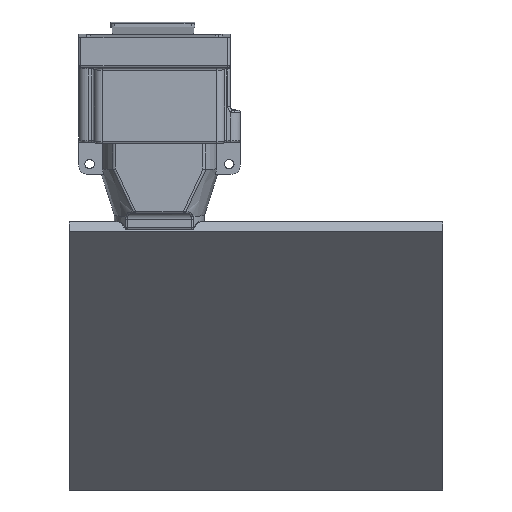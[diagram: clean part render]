
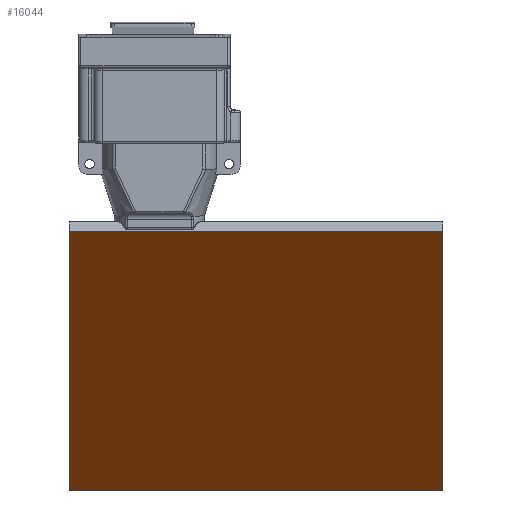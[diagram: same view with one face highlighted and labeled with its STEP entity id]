
A CAD part, left-side view. The second image highlights one B-rep face of the part: STEP entity #16044.
In plain terms, the highlighted face is planar.
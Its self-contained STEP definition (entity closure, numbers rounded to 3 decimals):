
#507 = LINE ( 'NONE', #7579, #2615 ) ;
#539 = VERTEX_POINT ( 'NONE', #15169 ) ;
#676 = VECTOR ( 'NONE', #15041, 1000. ) ;
#721 = CARTESIAN_POINT ( 'NONE',  ( -89.065, 14.032, 46.55 ) ) ;
#1651 = EDGE_LOOP ( 'NONE', ( #13931, #13960, #7326, #16706 ) ) ;
#2615 = VECTOR ( 'NONE', #6112, 1000. ) ;
#2736 = CARTESIAN_POINT ( 'NONE',  ( -41.665, 0., 46.55 ) ) ;
#4175 = PLANE ( 'NONE',  #15076 ) ;
#4511 = CARTESIAN_POINT ( 'NONE',  ( -67.33, 0., 46.55 ) ) ;
#6112 = DIRECTION ( 'NONE',  ( 1., 0., 0. ) ) ;
#6411 = CARTESIAN_POINT ( 'NONE',  ( -41.665, -33.568, 46.55 ) ) ;
#7051 = EDGE_CURVE ( 'NONE', #16367, #539, #507, .T. ) ;
#7326 = ORIENTED_EDGE ( 'NONE', *, *, #7051, .T. ) ;
#7359 = DIRECTION ( 'NONE',  ( 0., 0., -1. ) ) ;
#7579 = CARTESIAN_POINT ( 'NONE',  ( -67.33, 14.032, 46.55 ) ) ;
#8190 = DIRECTION ( 'NONE',  ( 0., 1., 0. ) ) ;
#9074 = CARTESIAN_POINT ( 'NONE',  ( -89.065, -33.568, 46.55 ) ) ;
#9642 = LINE ( 'NONE', #16540, #10109 ) ;
#9684 = EDGE_CURVE ( 'NONE', #13234, #15331, #17030, .T. ) ;
#10109 = VECTOR ( 'NONE', #8190, 1000. ) ;
#11584 = DIRECTION ( 'NONE',  ( 0., -1., 0. ) ) ;
#12566 = LINE ( 'NONE', #2736, #676 ) ;
#13234 = VERTEX_POINT ( 'NONE', #6411 ) ;
#13273 = EDGE_CURVE ( 'NONE', #539, #13234, #12566, .T. ) ;
#13931 = ORIENTED_EDGE ( 'NONE', *, *, #9684, .T. ) ;
#13960 = ORIENTED_EDGE ( 'NONE', *, *, #15056, .T. ) ;
#14336 = FACE_OUTER_BOUND ( 'NONE', #1651, .T. ) ;
#15041 = DIRECTION ( 'NONE',  ( 0., -1., 0. ) ) ;
#15056 = EDGE_CURVE ( 'NONE', #15331, #16367, #9642, .T. ) ;
#15076 = AXIS2_PLACEMENT_3D ( 'NONE', #4511, #7359, #11584 ) ;
#15169 = CARTESIAN_POINT ( 'NONE',  ( -41.665, 14.032, 46.55 ) ) ;
#15331 = VERTEX_POINT ( 'NONE', #9074 ) ;
#16044 = ADVANCED_FACE ( 'NONE', ( #14336 ), #4175, .T. ) ;
#16367 = VERTEX_POINT ( 'NONE', #721 ) ;
#16540 = CARTESIAN_POINT ( 'NONE',  ( -89.065, 0., 46.55 ) ) ;
#16674 = CARTESIAN_POINT ( 'NONE',  ( -67.33, -33.568, 46.55 ) ) ;
#16706 = ORIENTED_EDGE ( 'NONE', *, *, #13273, .T. ) ;
#16944 = DIRECTION ( 'NONE',  ( -1., 0., 0. ) ) ;
#17030 = LINE ( 'NONE', #16674, #17930 ) ;
#17930 = VECTOR ( 'NONE', #16944, 1000. ) ;
